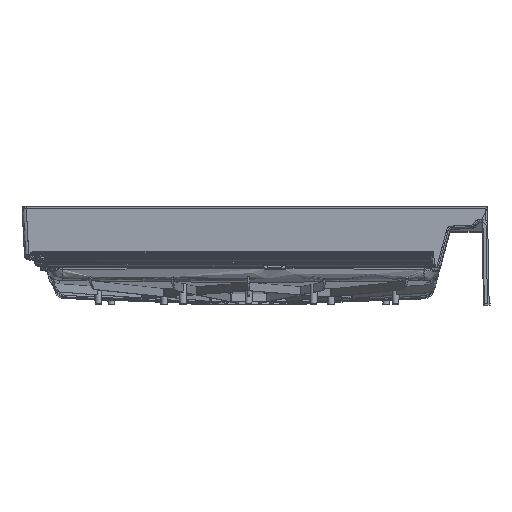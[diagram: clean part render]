
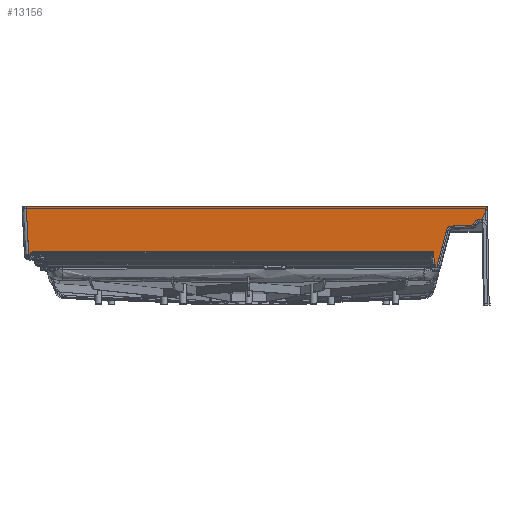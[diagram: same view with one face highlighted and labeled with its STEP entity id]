
A CAD part, top view. The second image highlights one B-rep face of the part: STEP entity #13156.
In plain terms, the highlighted planar face has unit normal (0, -0.052, 0.999).
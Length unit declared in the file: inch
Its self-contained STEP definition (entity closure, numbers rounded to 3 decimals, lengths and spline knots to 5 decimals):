
#95 = ORIENTED_EDGE ( 'NONE', *, *, #21609, .F. ) ;
#1353 = CARTESIAN_POINT ( 'NONE',  ( -16.00721, 3.28078, 29.81728 ) ) ;
#1630 = AXIS2_PLACEMENT_3D ( 'NONE', #44974, #32688, #57598 ) ;
#1902 = VECTOR ( 'NONE', #55769, 39.37008 ) ;
#2339 = ORIENTED_EDGE ( 'NONE', *, *, #3613, .F. ) ;
#3344 = CARTESIAN_POINT ( 'NONE',  ( 16.31869, 5.47257, 29.93215 ) ) ;
#3384 = LINE ( 'NONE', #66220, #3502 ) ;
#3502 = VECTOR ( 'NONE', #23344, 39.37008 ) ;
#3613 = EDGE_CURVE ( 'NONE', #27122, #71453, #35485, .T. ) ;
#3941 = CARTESIAN_POINT ( 'NONE',  ( 18.3047, 0.72075, 29.68312 ) ) ;
#4299 = CARTESIAN_POINT ( 'NONE',  ( 13.53691, 2.51059, 29.77692 ) ) ;
#4364 = LINE ( 'NONE', #47214, #7812 ) ;
#4833 = VERTEX_POINT ( 'NONE', #23618 ) ;
#4852 = LINE ( 'NONE', #29310, #28637 ) ;
#5322 = ORIENTED_EDGE ( 'NONE', *, *, #32317, .F. ) ;
#5508 = VERTEX_POINT ( 'NONE', #66712 ) ;
#5764 = EDGE_CURVE ( 'NONE', #15090, #74019, #35960, .T. ) ;
#7812 = VECTOR ( 'NONE', #21909, 39.37008 ) ;
#8424 = VERTEX_POINT ( 'NONE', #27266 ) ;
#10599 = ORIENTED_EDGE ( 'NONE', *, *, #57672, .F. ) ;
#10764 = ORIENTED_EDGE ( 'NONE', *, *, #63084, .F. ) ;
#10970 = CARTESIAN_POINT ( 'NONE',  ( 17.01228, 5.85718, 29.95231 ) ) ;
#11265 = CARTESIAN_POINT ( 'NONE',  ( 13.44972, 3.48545, 29.82801 ) ) ;
#12175 = CARTESIAN_POINT ( 'NONE',  ( 16.33906, 5.51461, 29.93435 ) ) ;
#13042 = CARTESIAN_POINT ( 'NONE',  ( 17.01228, 5.85718, 29.95231 ) ) ;
#13156 = ADVANCED_FACE ( 'NONE', ( #64549 ), #33490, .T. ) ;
#14347 = VECTOR ( 'NONE', #71665, 39.37008 ) ;
#15090 = VERTEX_POINT ( 'NONE', #38593 ) ;
#16884 =( BOUNDED_CURVE ( )  B_SPLINE_CURVE ( 3, ( #10970, #23558, #30478, #12175 ),
 .UNSPECIFIED., .F., .F. ) 
 B_SPLINE_CURVE_WITH_KNOTS ( ( 4, 4 ),
 ( 2.96343, 4.26118 ),
 .UNSPECIFIED. ) 
 CURVE ( )  GEOMETRIC_REPRESENTATION_ITEM ( )  RATIONAL_B_SPLINE_CURVE ( ( 1., 0.865, 0.865, 1. ) ) 
 REPRESENTATION_ITEM ( '' )  );
#17540 = DIRECTION ( 'NONE',  ( -1., 0., 0. ) ) ;
#17849 = LINE ( 'NONE', #43526, #1902 ) ;
#18995 = CARTESIAN_POINT ( 'NONE',  ( 16.33906, 5.51461, 29.93435 ) ) ;
#20165 = ORIENTED_EDGE ( 'NONE', *, *, #26056, .F. ) ;
#20573 = VERTEX_POINT ( 'NONE', #4299 ) ;
#20633 = CARTESIAN_POINT ( 'NONE',  ( -16.18992, 6.76724, 30. ) ) ;
#21609 = EDGE_CURVE ( 'NONE', #58384, #5508, #47397, .T. ) ;
#21909 = DIRECTION ( 'NONE',  ( -0.089, 0.995, 0.052 ) ) ;
#22930 = DIRECTION ( 'NONE',  ( -0.258, -0.965, -0.051 ) ) ;
#23227 = LINE ( 'NONE', #48128, #34696 ) ;
#23344 = DIRECTION ( 'NONE',  ( -1., 0., 0. ) ) ;
#23558 = CARTESIAN_POINT ( 'NONE',  ( 16.72563, 5.9088, 29.95501 ) ) ;
#23618 = CARTESIAN_POINT ( 'NONE',  ( 13.71213, 2.51059, 29.77692 ) ) ;
#26056 = EDGE_CURVE ( 'NONE', #20573, #68668, #4364, .T. ) ;
#27122 = VERTEX_POINT ( 'NONE', #18995 ) ;
#27266 = CARTESIAN_POINT ( 'NONE',  ( 17.01228, 5.85718, 29.95231 ) ) ;
#28586 = EDGE_LOOP ( 'NONE', ( #74770, #95, #10599, #2339, #5322, #10764, #72861, #63933, #80312, #46712, #50064, #65651, #20165, #73802 ) ) ;
#28608 = CARTESIAN_POINT ( 'NONE',  ( 16.23311, 5.44428, 29.93067 ) ) ;
#28637 = VECTOR ( 'NONE', #72569, 39.37008 ) ;
#29310 = CARTESIAN_POINT ( 'NONE',  ( 18.81947, 5.57983, 29.93777 ) ) ;
#29856 = EDGE_CURVE ( 'NONE', #5508, #4833, #74330, .T. ) ;
#30362 = CARTESIAN_POINT ( 'NONE',  ( 17.37519, 6.76724, 30. ) ) ;
#30478 = CARTESIAN_POINT ( 'NONE',  ( 16.46606, 5.77671, 29.94809 ) ) ;
#30493 = VECTOR ( 'NONE', #78040, 39.37008 ) ;
#30784 = CARTESIAN_POINT ( 'NONE',  ( -15.86946, 3.2705, 29.81674 ) ) ;
#32317 = EDGE_CURVE ( 'NONE', #8424, #27122, #16884, .T. ) ;
#32688 = DIRECTION ( 'NONE',  ( 0., -0.052, 0.999 ) ) ;
#33446 = LINE ( 'NONE', #39595, #47965 ) ;
#33490 = PLANE ( 'NONE',  #1630 ) ;
#34696 = VECTOR ( 'NONE', #17540, 39.37008 ) ;
#35485 =( BOUNDED_CURVE ( )  B_SPLINE_CURVE ( 3, ( #77611, #3344, #40069, #28608 ),
 .UNSPECIFIED., .F., .F. ) 
 B_SPLINE_CURVE_WITH_KNOTS ( ( 4, 4 ),
 ( 5.16359, 6.23083 ),
 .UNSPECIFIED. ) 
 CURVE ( )  GEOMETRIC_REPRESENTATION_ITEM ( )  RATIONAL_B_SPLINE_CURVE ( ( 1., 0.907, 0.907, 1. ) ) 
 REPRESENTATION_ITEM ( '' )  );
#35960 = LINE ( 'NONE', #60871, #30493 ) ;
#38593 = CARTESIAN_POINT ( 'NONE',  ( -15.85947, 3.48545, 29.82801 ) ) ;
#39595 = CARTESIAN_POINT ( 'NONE',  ( -16.09446, 4.94575, 29.90454 ) ) ;
#40069 = CARTESIAN_POINT ( 'NONE',  ( 16.27976, 5.44673, 29.93079 ) ) ;
#40091 = VERTEX_POINT ( 'NONE', #1353 ) ;
#43526 = CARTESIAN_POINT ( 'NONE',  ( 18.75707, 3.48545, 29.82801 ) ) ;
#44106 = DIRECTION ( 'NONE',  ( 0.399, 0.916, 0.048 ) ) ;
#44974 = CARTESIAN_POINT ( 'NONE',  ( 18.75707, 6.76724, 30. ) ) ;
#45337 =( BOUNDED_CURVE ( )  B_SPLINE_CURVE ( 3, ( #77344, #64292, #77754, #13042 ),
 .UNSPECIFIED., .F., .F. ) 
 B_SPLINE_CURVE_WITH_KNOTS ( ( 4, 4 ),
 ( 3.25587, 3.60851 ),
 .UNSPECIFIED. ) 
 CURVE ( )  GEOMETRIC_REPRESENTATION_ITEM ( )  RATIONAL_B_SPLINE_CURVE ( ( 1., 0.99, 0.99, 1. ) ) 
 REPRESENTATION_ITEM ( '' )  );
#46712 = ORIENTED_EDGE ( 'NONE', *, *, #57020, .F. ) ;
#47214 = CARTESIAN_POINT ( 'NONE',  ( 13.20055, 6.27167, 29.97403 ) ) ;
#47397 =( BOUNDED_CURVE ( )  B_SPLINE_CURVE ( 3, ( #71416, #77944, #58741, #57552 ),
 .UNSPECIFIED., .F., .F. ) 
 B_SPLINE_CURVE_WITH_KNOTS ( ( 4, 4 ),
 ( 3.19395, 4.45059 ),
 .UNSPECIFIED. ) 
 CURVE ( )  GEOMETRIC_REPRESENTATION_ITEM ( )  RATIONAL_B_SPLINE_CURVE ( ( 1., 0.873, 0.873, 1. ) ) 
 REPRESENTATION_ITEM ( '' )  );
#47965 = VECTOR ( 'NONE', #53056, 39.37008 ) ;
#48128 = CARTESIAN_POINT ( 'NONE',  ( 18.75707, 2.51059, 29.77692 ) ) ;
#48155 = EDGE_CURVE ( 'NONE', #4833, #20573, #23227, .T. ) ;
#49055 = EDGE_CURVE ( 'NONE', #52906, #52692, #3384, .T. ) ;
#49440 = CARTESIAN_POINT ( 'NONE',  ( 13.68634, 2.41434, 29.77187 ) ) ;
#50064 = ORIENTED_EDGE ( 'NONE', *, *, #5764, .F. ) ;
#51110 = EDGE_CURVE ( 'NONE', #53620, #52906, #51438, .T. ) ;
#51438 = LINE ( 'NONE', #76728, #66173 ) ;
#52692 = VERTEX_POINT ( 'NONE', #20633 ) ;
#52906 = VERTEX_POINT ( 'NONE', #30362 ) ;
#53056 = DIRECTION ( 'NONE',  ( -0.052, 0.997, 0.052 ) ) ;
#53519 = CARTESIAN_POINT ( 'NONE',  ( 17.03118, 5.97742, 29.95861 ) ) ;
#53620 = VERTEX_POINT ( 'NONE', #53519 ) ;
#55769 = DIRECTION ( 'NONE',  ( -1., 0., 0. ) ) ;
#57020 = EDGE_CURVE ( 'NONE', #74019, #40091, #59813, .T. ) ;
#57552 = CARTESIAN_POINT ( 'NONE',  ( 14.40298, 5.0889, 29.91204 ) ) ;
#57598 = DIRECTION ( 'NONE',  ( 0., 0.999, 0.052 ) ) ;
#57672 = EDGE_CURVE ( 'NONE', #71453, #58384, #4852, .T. ) ;
#58384 = VERTEX_POINT ( 'NONE', #66691 ) ;
#58741 = CARTESIAN_POINT ( 'NONE',  ( 14.44656, 5.25155, 29.92057 ) ) ;
#58897 = VECTOR ( 'NONE', #22930, 39.37008 ) ;
#59813 = LINE ( 'NONE', #3941, #14347 ) ;
#60871 = CARTESIAN_POINT ( 'NONE',  ( -15.63282, 8.36143, 30.08355 ) ) ;
#63084 = EDGE_CURVE ( 'NONE', #53620, #8424, #45337, .T. ) ;
#63933 = ORIENTED_EDGE ( 'NONE', *, *, #49055, .T. ) ;
#64292 = CARTESIAN_POINT ( 'NONE',  ( 17.02413, 5.96123, 29.95776 ) ) ;
#64549 = FACE_OUTER_BOUND ( 'NONE', #28586, .T. ) ;
#65651 = ORIENTED_EDGE ( 'NONE', *, *, #66645, .F. ) ;
#66173 = VECTOR ( 'NONE', #44106, 39.37008 ) ;
#66220 = CARTESIAN_POINT ( 'NONE',  ( 18.75707, 6.76724, 30. ) ) ;
#66645 = EDGE_CURVE ( 'NONE', #68668, #15090, #17849, .T. ) ;
#66691 = CARTESIAN_POINT ( 'NONE',  ( 14.74558, 5.36633, 29.92658 ) ) ;
#66712 = CARTESIAN_POINT ( 'NONE',  ( 14.40298, 5.0889, 29.91204 ) ) ;
#67810 = CARTESIAN_POINT ( 'NONE',  ( 16.23311, 5.44428, 29.93067 ) ) ;
#68668 = VERTEX_POINT ( 'NONE', #11265 ) ;
#71416 = CARTESIAN_POINT ( 'NONE',  ( 14.74558, 5.36633, 29.92658 ) ) ;
#71453 = VERTEX_POINT ( 'NONE', #67810 ) ;
#71665 = DIRECTION ( 'NONE',  ( -0.997, 0.074, 0.004 ) ) ;
#72569 = DIRECTION ( 'NONE',  ( -0.999, -0.052, -0.003 ) ) ;
#72861 = ORIENTED_EDGE ( 'NONE', *, *, #51110, .T. ) ;
#73802 = ORIENTED_EDGE ( 'NONE', *, *, #48155, .F. ) ;
#74019 = VERTEX_POINT ( 'NONE', #30784 ) ;
#74330 = LINE ( 'NONE', #49440, #58897 ) ;
#74770 = ORIENTED_EDGE ( 'NONE', *, *, #29856, .F. ) ;
#76728 = CARTESIAN_POINT ( 'NONE',  ( 17.59504, 7.27199, 30.02645 ) ) ;
#77344 = CARTESIAN_POINT ( 'NONE',  ( 17.03118, 5.97742, 29.95861 ) ) ;
#77611 = CARTESIAN_POINT ( 'NONE',  ( 16.33906, 5.51461, 29.93435 ) ) ;
#77754 = CARTESIAN_POINT ( 'NONE',  ( 17.01776, 5.92073, 29.95564 ) ) ;
#77944 = CARTESIAN_POINT ( 'NONE',  ( 14.57742, 5.35751, 29.92612 ) ) ;
#78040 = DIRECTION ( 'NONE',  ( -0.046, -0.998, -0.052 ) ) ;
#79279 = EDGE_CURVE ( 'NONE', #40091, #52692, #33446, .T. ) ;
#80312 = ORIENTED_EDGE ( 'NONE', *, *, #79279, .F. ) ;
